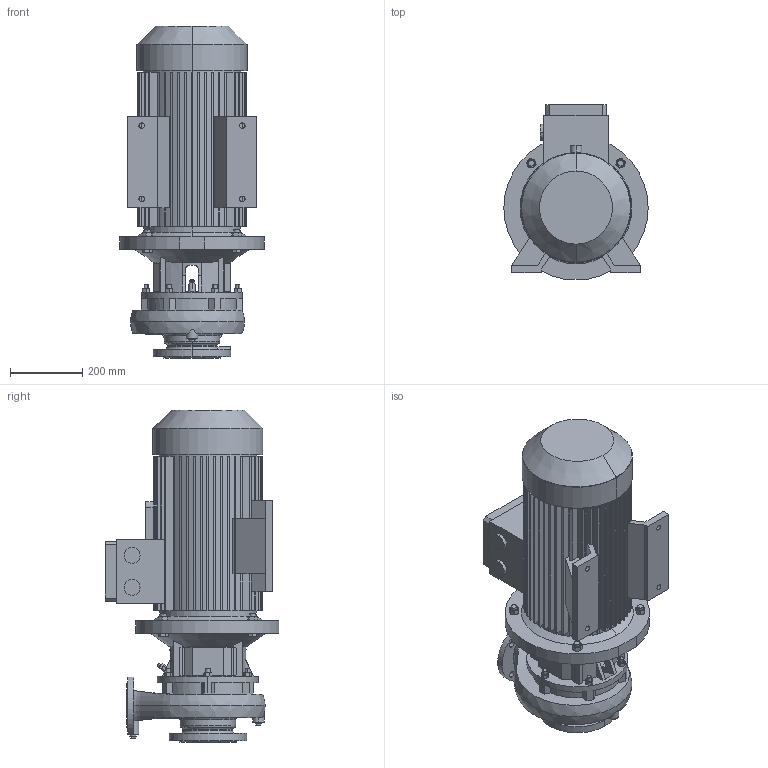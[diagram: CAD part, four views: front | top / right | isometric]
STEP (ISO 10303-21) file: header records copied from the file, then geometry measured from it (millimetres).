
FILE_DESCRIPTION (( 'STEP AP214' ), '1' );
FILE_NAME ('ﾌﾓ-311-200-ﾌ1-311-216-02-16.step', '2025-04-07T07:15:38', ( 'adb' ), ( '' ), 'SwSTEP 2.0', 'SolidWorks 2016', '' );
FILE_SCHEMA (( 'AUTOMOTIVE_DESIGN' ));
Length unit declared in the file: millimetre
Products named in the file (1): ﾌﾓ-311-200-ﾌ1-311-216-02-16
Bounding box: 400 x 482 x 920 mm (x, y, z)
Volume: 53912061.3 mm3; surface area: 2740345.9 mm2
Topology: 8 solids, 19 shells, 1017 faces, 2697 edges, 1763 vertices
Faces by surface type: plane 558, cylinder 345, cone 87, bspline 20, torus 7
Entity records: 49800 total; most frequent: CARTESIAN_POINT 13163, ORIENTED_EDGE 5390, DIRECTION 5160, EDGE_CURVE 2695, AXIS2_PLACEMENT_3D 1868, VERTEX_POINT 1763, VECTOR 1424, LINE 1424
